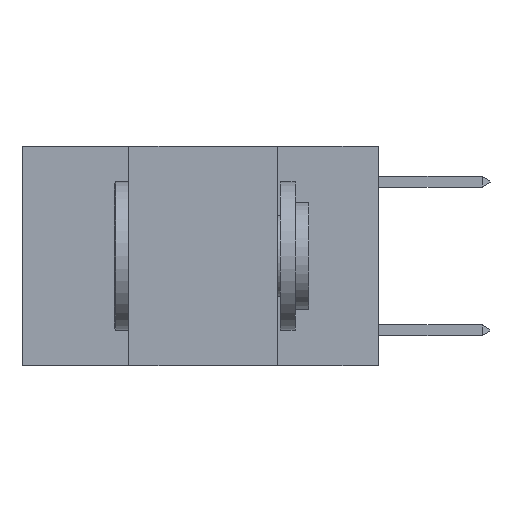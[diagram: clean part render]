
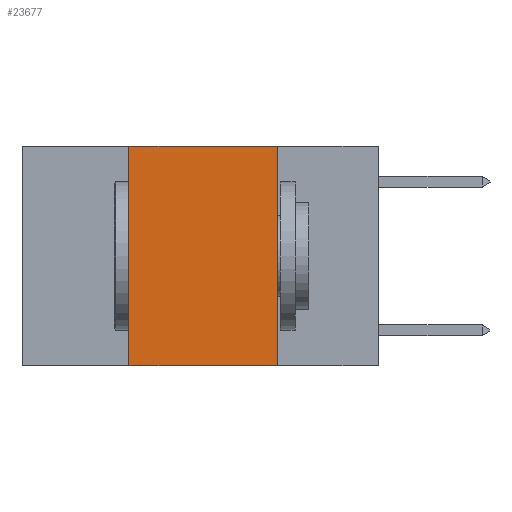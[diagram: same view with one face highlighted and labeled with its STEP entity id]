
A CAD part, left-side view. The second image highlights one B-rep face of the part: STEP entity #23677.
In plain terms, the highlighted planar face has unit normal (-1, 0, 0).
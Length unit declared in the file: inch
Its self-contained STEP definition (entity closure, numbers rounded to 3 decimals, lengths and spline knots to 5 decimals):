
#1594 = VERTEX_POINT ( 'NONE', #23177 ) ;
#4555 = EDGE_CURVE ( 'NONE', #20775, #6890, #27642, .T. ) ;
#5419 = PLANE ( 'NONE',  #21801 ) ;
#6580 = CARTESIAN_POINT ( 'NONE',  ( 0., 0.17, -0.37 ) ) ;
#6890 = VERTEX_POINT ( 'NONE', #6580 ) ;
#8759 = EDGE_CURVE ( 'NONE', #17296, #1594, #29493, .T. ) ;
#8937 = VECTOR ( 'NONE', #10382, 39.37008 ) ;
#9621 = DIRECTION ( 'NONE',  ( 0., 0., 1. ) ) ;
#10382 = DIRECTION ( 'NONE',  ( 0., -1., 0. ) ) ;
#10518 = DIRECTION ( 'NONE',  ( 0., 0., -1. ) ) ;
#11641 = ORIENTED_EDGE ( 'NONE', *, *, #24117, .T. ) ;
#12133 = ORIENTED_EDGE ( 'NONE', *, *, #19035, .F. ) ;
#12541 = FACE_OUTER_BOUND ( 'NONE', #15080, .T. ) ;
#12661 = CARTESIAN_POINT ( 'NONE',  ( 0., 0.6, -0.37 ) ) ;
#12913 = VECTOR ( 'NONE', #9621, 39.37008 ) ;
#14646 = ORIENTED_EDGE ( 'NONE', *, *, #8759, .F. ) ;
#15080 = EDGE_LOOP ( 'NONE', ( #16763, #12133, #14646, #11641 ) ) ;
#15804 = CARTESIAN_POINT ( 'NONE',  ( 0., 0.6, 0. ) ) ;
#16763 = ORIENTED_EDGE ( 'NONE', *, *, #4555, .F. ) ;
#17296 = VERTEX_POINT ( 'NONE', #20519 ) ;
#17702 = CARTESIAN_POINT ( 'NONE',  ( 0., 0.17, 0. ) ) ;
#19035 = EDGE_CURVE ( 'NONE', #1594, #20775, #30820, .T. ) ;
#19508 = VECTOR ( 'NONE', #10518, 39.37008 ) ;
#20519 = CARTESIAN_POINT ( 'NONE',  ( 0., 0.42, -0.37 ) ) ;
#20775 = VERTEX_POINT ( 'NONE', #17702 ) ;
#21801 = AXIS2_PLACEMENT_3D ( 'NONE', #25285, #30303, #25114 ) ;
#21888 = CARTESIAN_POINT ( 'NONE',  ( 0., 0.42, 0. ) ) ;
#23017 = VECTOR ( 'NONE', #23542, 39.37008 ) ;
#23177 = CARTESIAN_POINT ( 'NONE',  ( 0., 0.42, 0. ) ) ;
#23542 = DIRECTION ( 'NONE',  ( 0., -1., 0. ) ) ;
#23677 = ADVANCED_FACE ( 'NONE', ( #12541 ), #5419, .F. ) ;
#24117 = EDGE_CURVE ( 'NONE', #17296, #6890, #29787, .T. ) ;
#25114 = DIRECTION ( 'NONE',  ( 0., 0., -1. ) ) ;
#25285 = CARTESIAN_POINT ( 'NONE',  ( 0., 0.6, 0. ) ) ;
#25543 = CARTESIAN_POINT ( 'NONE',  ( 0., 0.17, 0. ) ) ;
#27642 = LINE ( 'NONE', #25543, #19508 ) ;
#29493 = LINE ( 'NONE', #21888, #12913 ) ;
#29787 = LINE ( 'NONE', #12661, #8937 ) ;
#30303 = DIRECTION ( 'NONE',  ( 1., 0., 0. ) ) ;
#30820 = LINE ( 'NONE', #15804, #23017 ) ;
